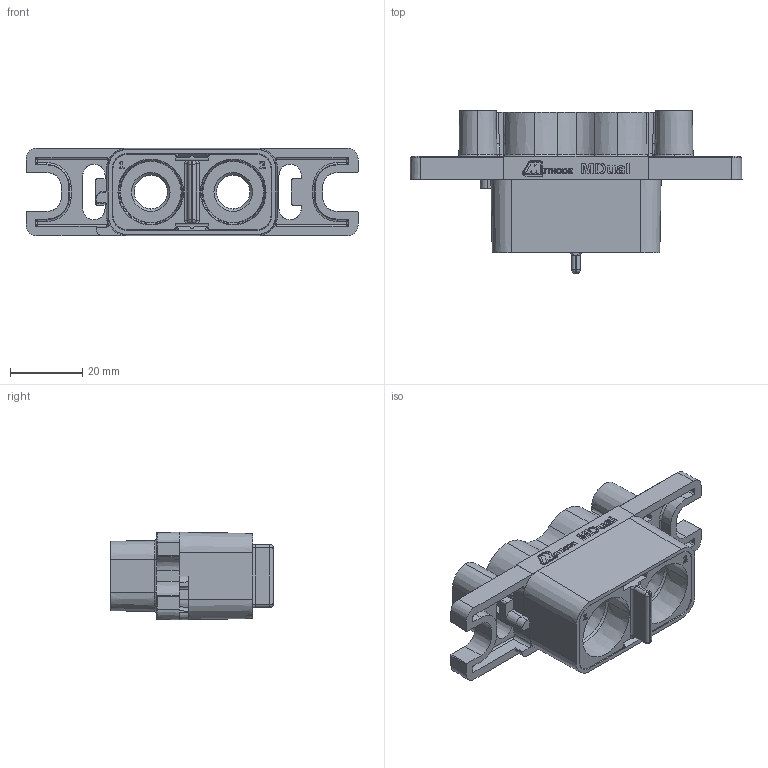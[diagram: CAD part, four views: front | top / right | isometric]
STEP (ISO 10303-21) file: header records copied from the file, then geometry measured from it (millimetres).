
FILE_DESCRIPTION (( 'STEP AP203' ), '1' );
FILE_NAME ('6316-07667-01100-RM_COPY.STEP', '2019-07-25T16:46:58', ( '' ), ( '' ), 'SwSTEP 2.0', 'SolidWorks 2018', '' );
FILE_SCHEMA (( 'CONFIG_CONTROL_DESIGN' ));
Length unit declared in the file: millimetre
Products named in the file (3): 6212-07668-02500-RM_COPY_Insulator; 6316-07667-01100-RM_COPY; 6212-07669-02500-RM_COPY_Insulator Insert
Assembly tree (2 placements, depth 2):
  6316-07667-01100-RM_COPY
    6212-07668-02500-RM_COPY_Insulator
    6212-07669-02500-RM_COPY_Insulator Insert
Bounding box: 92 x 45.13 x 24.31 mm (x, y, z)
Volume: 24071.3 mm3; surface area: 24302 mm2
Topology: 2 solids, 2 shells, 984 faces, 2661 edges, 1691 vertices
Faces by surface type: plane 525, cone 168, bspline 153, cylinder 86, torus 42, sphere 10
Entity records: 40737 total; most frequent: CARTESIAN_POINT 17110, ORIENTED_EDGE 5270, DIRECTION 4239, EDGE_CURVE 2635, VERTEX_POINT 1691, VECTOR 1647, LINE 1647, AXIS2_PLACEMENT_3D 1296
